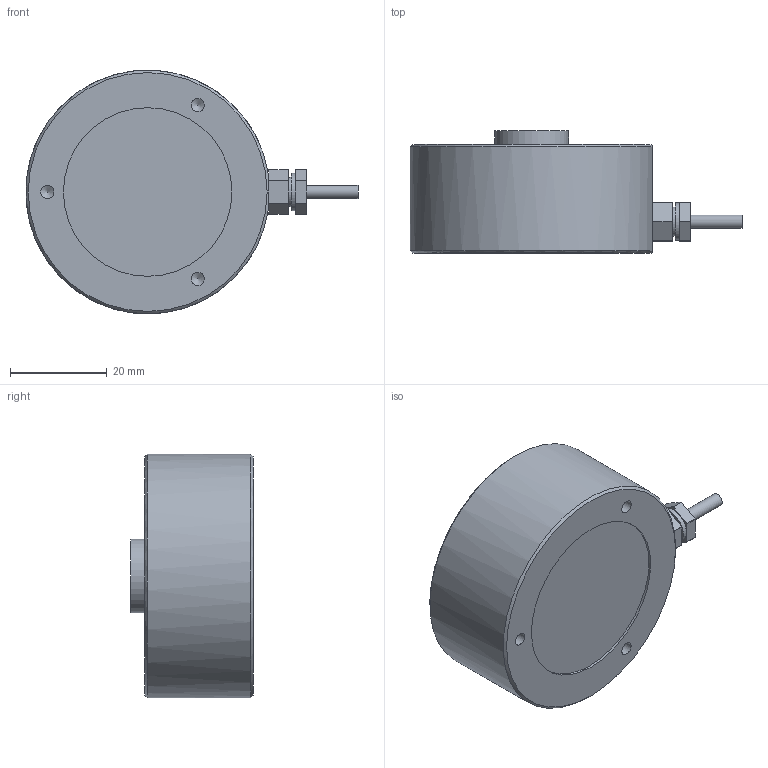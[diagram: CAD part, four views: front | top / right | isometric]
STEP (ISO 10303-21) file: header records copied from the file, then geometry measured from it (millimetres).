
FILE_DESCRIPTION(/* description */ (''),/* implementation_level */ '2;1');
FILE_NAME(/* name */ '247ASLH-(5000-10000)kg v1.step',/* time_stamp */ '2020-01-21T14:35:55-08:00',/* author */ (''),/* organization */ (''),/* preprocessor_version */ 'ST-DEVELOPER v18',/* originating_system */ 'Autodesk Translation Framework v8.12.0.6',/* authorisation */ '');
FILE_SCHEMA (('AUTOMOTIVE_DESIGN { 1 0 10303 214 3 1 1 }'));
Length unit declared in the file: millimetre
Products named in the file (1): 247ASLH-(5000-10000)kg
Bounding box: 68.52 x 25.26 x 50.3 mm (x, y, z)
Volume: 43563 mm3; surface area: 8392.4 mm2
Topology: 1 solids, 1 shells, 59 faces, 167 edges, 117 vertices
Faces by surface type: cylinder 26, plane 25, cone 5, torus 2, sphere 1
Full cylindrical faces by diameter (mm): 2.7 x1, 2.705 x3, 6 x1, 7.7 x1, 15.2 x1, 32.8 x1, 34.8 x1
Entity records: 1995 total; most frequent: DIRECTION 364, CARTESIAN_POINT 345, ORIENTED_EDGE 328, EDGE_CURVE 164, AXIS2_PLACEMENT_3D 142, VERTEX_POINT 117, LINE 80, VECTOR 80
